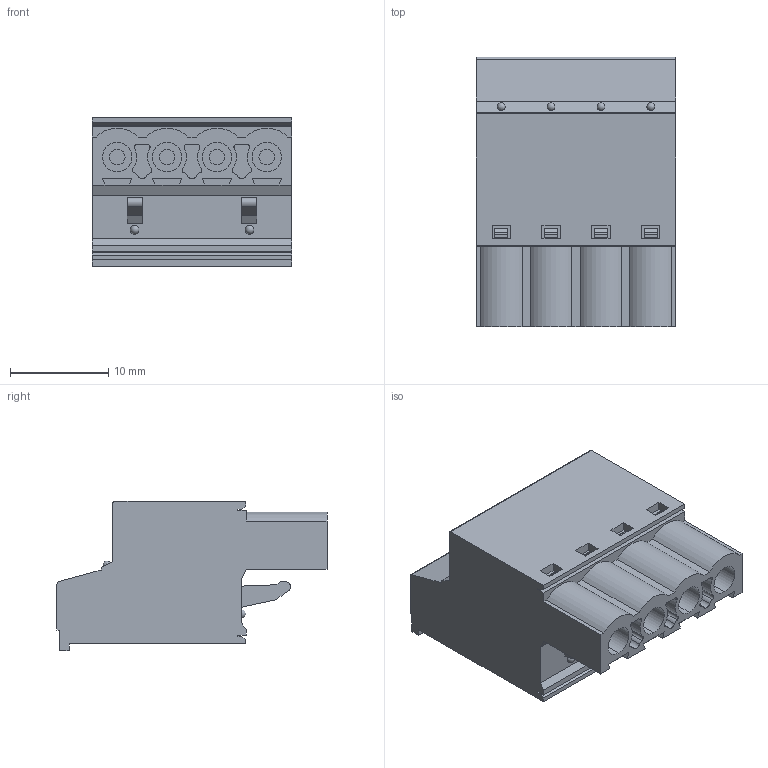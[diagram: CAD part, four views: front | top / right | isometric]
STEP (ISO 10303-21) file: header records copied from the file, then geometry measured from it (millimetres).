
FILE_DESCRIPTION((''),'2;1');
FILE_NAME('WJ2EDGKC-508-04P-00A','2017-03-16T',('QZY'),(''),'CREO PARAMETRIC BY PTC INC, 2014440','CREO PARAMETRIC BY PTC INC, 2014440','');
FILE_SCHEMA(('CONFIG_CONTROL_DESIGN'));
Length unit declared in the file: millimetre
Products named in the file (1): WJ2EDGKC-508-04P-00A
Bounding box: 20.32 x 27.5 x 15.2 mm (x, y, z)
Volume: 5043.9 mm3; surface area: 3250.1 mm2
Topology: 1 solids, 1 shells, 363 faces, 958 edges, 616 vertices
Faces by surface type: plane 243, cylinder 90, torus 16, cone 8, sphere 6
Entity records: 11281 total; most frequent: CARTESIAN_POINT 2165, ORIENTED_EDGE 1892, DIRECTION 1848, EDGE_CURVE 946, VECTOR 674, LINE 674, VERTEX_POINT 616, AXIS2_PLACEMENT_3D 587
